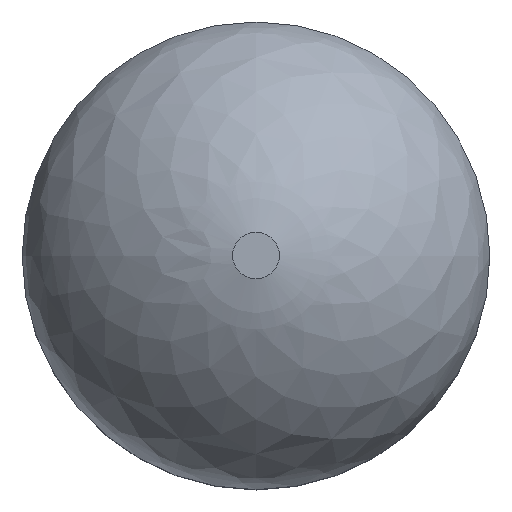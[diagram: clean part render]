
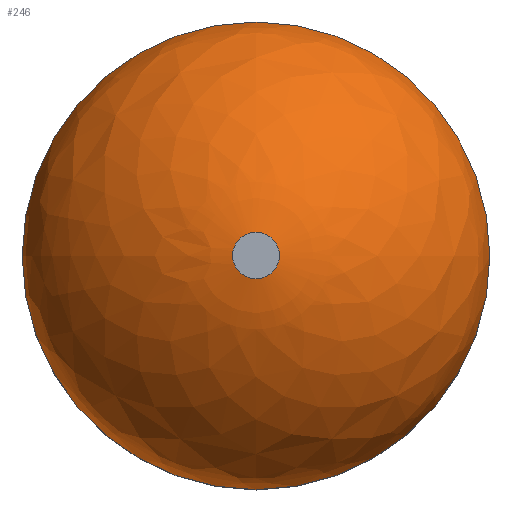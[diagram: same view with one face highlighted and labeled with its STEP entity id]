
A CAD part, top view. The second image highlights one B-rep face of the part: STEP entity #246.
In plain terms, the highlighted free-form (B-spline) face has degree [3, 3] with [4, 19] control points.
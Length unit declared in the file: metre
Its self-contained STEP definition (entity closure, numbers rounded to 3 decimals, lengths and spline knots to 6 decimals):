
#54=B_SPLINE_SURFACE_WITH_KNOTS('',3,3,((#396,#397,#398,#399,#400,#401,
#402,#403,#404,#405,#406,#407,#408,#409,#410,#411,#412,#413,#414),(#415,
#416,#417,#418,#419,#420,#421,#422,#423,#424,#425,#426,#427,#428,#429,#430,
#431,#432,#433),(#434,#435,#436,#437,#438,#439,#440,#441,#442,#443,#444,
#445,#446,#447,#448,#449,#450,#451,#452),(#453,#454,#455,#456,#457,#458,
#459,#460,#461,#462,#463,#464,#465,#466,#467,#468,#469,#470,#471)),
 .UNSPECIFIED.,.F.,.T.,.F.,(4,4),(1,1,1,1,1,1,1,1,1,1,1,1,1,1,1,1,1,1,1,
1,1,1,1),(0.,1.),(-1.178097,-0.785398,-0.392699,
0.,0.392699,0.785398,1.178097,1.570796,
1.963495,2.356194,2.748894,3.141593,3.534292,
3.926991,4.31969,4.712389,5.105088,5.497787,
5.890486,6.283185,6.675884,7.068583,7.461283),
 .UNSPECIFIED.);
#56=ORIENTED_EDGE('',*,*,#117,.T.);
#57=ORIENTED_EDGE('',*,*,#118,.F.);
#117=EDGE_CURVE('',#148,#148,#171,.T.);
#118=EDGE_CURVE('',#149,#149,#172,.T.);
#148=VERTEX_POINT('',#395);
#149=VERTEX_POINT('',#473);
#171=CIRCLE('',#279,0.002);
#172=CIRCLE('',#280,0.02);
#187=EDGE_LOOP('',(#56));
#188=EDGE_LOOP('',(#57));
#213=FACE_BOUND('',#187,.T.);
#214=FACE_BOUND('',#188,.T.);
#246=ADVANCED_FACE('',(#213,#214),#54,.T.);
#279=AXIS2_PLACEMENT_3D('',#394,#314,#315);
#280=AXIS2_PLACEMENT_3D('',#472,#316,#317);
#314=DIRECTION('',(0.,0.,-1.));
#315=DIRECTION('',(-1.,0.,0.));
#316=DIRECTION('',(0.,0.,-1.));
#317=DIRECTION('',(-1.,0.,0.));
#394=CARTESIAN_POINT('',(0.,0.,0.102));
#395=CARTESIAN_POINT('',(-0.002,0.,0.102));
#396=CARTESIAN_POINT('',(-0.018959,-0.007853,0.086));
#397=CARTESIAN_POINT('',(-0.020521,0.,0.086));
#398=CARTESIAN_POINT('',(-0.018959,0.007853,0.086));
#399=CARTESIAN_POINT('',(-0.01451,0.01451,0.086));
#400=CARTESIAN_POINT('',(-0.007853,0.018959,0.086));
#401=CARTESIAN_POINT('',(0.,0.020521,0.086));
#402=CARTESIAN_POINT('',(0.007853,0.018959,0.086));
#403=CARTESIAN_POINT('',(0.01451,0.01451,0.086));
#404=CARTESIAN_POINT('',(0.018959,0.007853,0.086));
#405=CARTESIAN_POINT('',(0.020521,0.,0.086));
#406=CARTESIAN_POINT('',(0.018959,-0.007853,0.086));
#407=CARTESIAN_POINT('',(0.01451,-0.01451,0.086));
#408=CARTESIAN_POINT('',(0.007853,-0.018959,0.086));
#409=CARTESIAN_POINT('',(0.,-0.020521,0.086));
#410=CARTESIAN_POINT('',(-0.007853,-0.018959,0.086));
#411=CARTESIAN_POINT('',(-0.01451,-0.01451,0.086));
#412=CARTESIAN_POINT('',(-0.018959,-0.007853,0.086));
#413=CARTESIAN_POINT('',(-0.020521,0.,0.086));
#414=CARTESIAN_POINT('',(-0.018959,0.007853,0.086));
#415=CARTESIAN_POINT('',(-0.018306,-0.007582,0.092742));
#416=CARTESIAN_POINT('',(-0.019814,0.,0.092742));
#417=CARTESIAN_POINT('',(-0.018306,0.007582,0.092742));
#418=CARTESIAN_POINT('',(-0.01401,0.01401,0.092742));
#419=CARTESIAN_POINT('',(-0.007582,0.018306,0.092742));
#420=CARTESIAN_POINT('',(0.,0.019814,0.092742));
#421=CARTESIAN_POINT('',(0.007582,0.018306,0.092742));
#422=CARTESIAN_POINT('',(0.01401,0.01401,0.092742));
#423=CARTESIAN_POINT('',(0.018306,0.007582,0.092742));
#424=CARTESIAN_POINT('',(0.019814,0.,0.092742));
#425=CARTESIAN_POINT('',(0.018306,-0.007582,0.092742));
#426=CARTESIAN_POINT('',(0.01401,-0.01401,0.092742));
#427=CARTESIAN_POINT('',(0.007582,-0.018306,0.092742));
#428=CARTESIAN_POINT('',(0.,-0.019814,0.092742));
#429=CARTESIAN_POINT('',(-0.007582,-0.018306,0.092742));
#430=CARTESIAN_POINT('',(-0.01401,-0.01401,0.092742));
#431=CARTESIAN_POINT('',(-0.018306,-0.007582,0.092742));
#432=CARTESIAN_POINT('',(-0.019814,0.,0.092742));
#433=CARTESIAN_POINT('',(-0.018306,0.007582,0.092742));
#434=CARTESIAN_POINT('',(-0.010161,-0.004209,0.100509));
#435=CARTESIAN_POINT('',(-0.010998,0.,0.100509));
#436=CARTESIAN_POINT('',(-0.010161,0.004209,0.100509));
#437=CARTESIAN_POINT('',(-0.007777,0.007777,0.100509));
#438=CARTESIAN_POINT('',(-0.004209,0.010161,0.100509));
#439=CARTESIAN_POINT('',(0.,0.010998,0.100509));
#440=CARTESIAN_POINT('',(0.004209,0.010161,0.100509));
#441=CARTESIAN_POINT('',(0.007777,0.007777,0.100509));
#442=CARTESIAN_POINT('',(0.010161,0.004209,0.100509));
#443=CARTESIAN_POINT('',(0.010998,0.,0.100509));
#444=CARTESIAN_POINT('',(0.010161,-0.004209,0.100509));
#445=CARTESIAN_POINT('',(0.007777,-0.007777,0.100509));
#446=CARTESIAN_POINT('',(0.004209,-0.010161,0.100509));
#447=CARTESIAN_POINT('',(0.,-0.010998,0.100509));
#448=CARTESIAN_POINT('',(-0.004209,-0.010161,0.100509));
#449=CARTESIAN_POINT('',(-0.007777,-0.007777,0.100509));
#450=CARTESIAN_POINT('',(-0.010161,-0.004209,0.100509));
#451=CARTESIAN_POINT('',(-0.010998,0.,0.100509));
#452=CARTESIAN_POINT('',(-0.010161,0.004209,0.100509));
#453=CARTESIAN_POINT('',(-0.001896,-0.000785,0.102));
#454=CARTESIAN_POINT('',(-0.002052,0.,0.102));
#455=CARTESIAN_POINT('',(-0.001896,0.000785,0.102));
#456=CARTESIAN_POINT('',(-0.001451,0.001451,0.102));
#457=CARTESIAN_POINT('',(-0.000785,0.001896,0.102));
#458=CARTESIAN_POINT('',(0.,0.002052,0.102));
#459=CARTESIAN_POINT('',(0.000785,0.001896,0.102));
#460=CARTESIAN_POINT('',(0.001451,0.001451,0.102));
#461=CARTESIAN_POINT('',(0.001896,0.000785,0.102));
#462=CARTESIAN_POINT('',(0.002052,0.,0.102));
#463=CARTESIAN_POINT('',(0.001896,-0.000785,0.102));
#464=CARTESIAN_POINT('',(0.001451,-0.001451,0.102));
#465=CARTESIAN_POINT('',(0.000785,-0.001896,0.102));
#466=CARTESIAN_POINT('',(0.,-0.002052,0.102));
#467=CARTESIAN_POINT('',(-0.000785,-0.001896,0.102));
#468=CARTESIAN_POINT('',(-0.001451,-0.001451,0.102));
#469=CARTESIAN_POINT('',(-0.001896,-0.000785,0.102));
#470=CARTESIAN_POINT('',(-0.002052,0.,0.102));
#471=CARTESIAN_POINT('',(-0.001896,0.000785,0.102));
#472=CARTESIAN_POINT('',(0.,0.,0.086));
#473=CARTESIAN_POINT('',(-0.02,0.,0.086));
